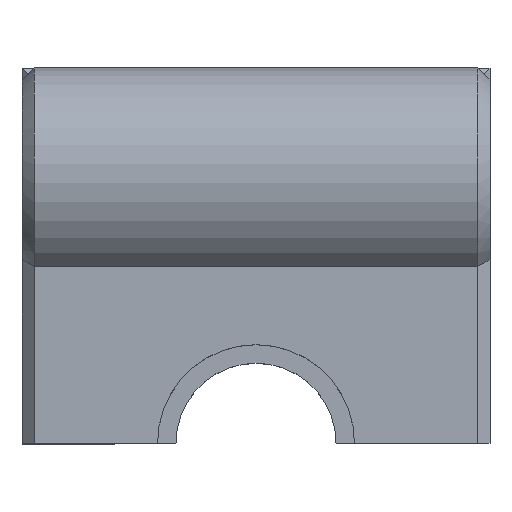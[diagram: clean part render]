
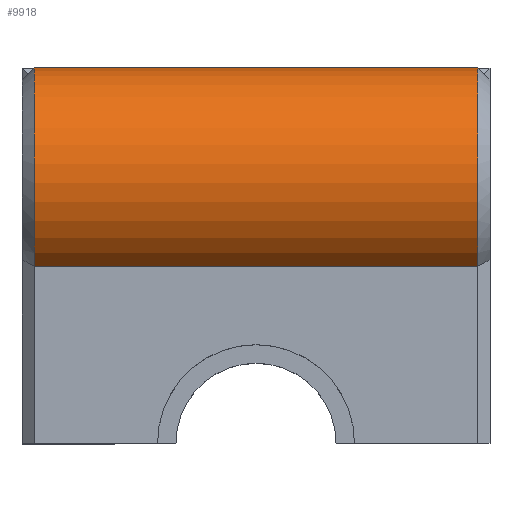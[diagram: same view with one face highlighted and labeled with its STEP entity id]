
A CAD part, top view. The second image highlights one B-rep face of the part: STEP entity #9918.
In plain terms, the highlighted cylindrical face has radius 9 mm (diameter 18 mm), a partial arc.
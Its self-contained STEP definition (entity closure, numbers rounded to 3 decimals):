
#1174 = CONICAL_SURFACE('',#1175,9.,0.785);
#1175 = AXIS2_PLACEMENT_3D('',#1176,#1177,#1178);
#1176 = CARTESIAN_POINT('',(-18.,0.,45.));
#1177 = DIRECTION('',(1.,0.,0.));
#1178 = DIRECTION('',(0.,0.998,
    0.056));
#1202 = PLANE('',#1203);
#1203 = AXIS2_PLACEMENT_3D('',#1204,#1205,#1206);
#1204 = CARTESIAN_POINT('',(-19.,0.,45.5));
#1205 = DIRECTION('',(0.,0.,1.));
#1206 = DIRECTION('',(1.,0.,0.));
#2585 = CONICAL_SURFACE('',#2586,9.,0.785);
#2586 = AXIS2_PLACEMENT_3D('',#2587,#2588,#2589);
#2587 = CARTESIAN_POINT('',(18.,0.,45.));
#2588 = DIRECTION('',(-1.,0.,0.));
#2589 = DIRECTION('',(0.,0.998,
    0.056));
#6247 = PLANE('',#6248);
#6248 = AXIS2_PLACEMENT_3D('',#6249,#6250,#6251);
#6249 = CARTESIAN_POINT('',(-19.,-21.5,50.5));
#6250 = DIRECTION('',(0.,0.,1.));
#6251 = DIRECTION('',(1.,0.,0.));
#6472 = VERTEX_POINT('',#6473);
#6473 = CARTESIAN_POINT('',(-18.,-7.124,50.5));
#6577 = VERTEX_POINT('',#6578);
#6578 = CARTESIAN_POINT('',(-18.,8.986,45.5));
#6605 = EDGE_CURVE('',#6577,#6472,#6606,.T.);
#6606 = SURFACE_CURVE('',#6607,(#6612,#6619),.PCURVE_S1.);
#6607 = CIRCLE('',#6608,9.);
#6608 = AXIS2_PLACEMENT_3D('',#6609,#6610,#6611);
#6609 = CARTESIAN_POINT('',(-18.,0.,45.));
#6610 = DIRECTION('',(1.,0.,0.));
#6611 = DIRECTION('',(0.,0.998,
    0.056));
#6612 = PCURVE('',#1174,#6613);
#6613 = DEFINITIONAL_REPRESENTATION('',(#6614),#6618);
#6614 = LINE('',#6615,#6616);
#6615 = CARTESIAN_POINT('',(0.,0.));
#6616 = VECTOR('',#6617,1.);
#6617 = DIRECTION('',(1.,0.));
#6618 = ( GEOMETRIC_REPRESENTATION_CONTEXT(2) 
PARAMETRIC_REPRESENTATION_CONTEXT() REPRESENTATION_CONTEXT('2D SPACE',''
  ) );
#6619 = PCURVE('',#6620,#6625);
#6620 = CYLINDRICAL_SURFACE('',#6621,9.);
#6621 = AXIS2_PLACEMENT_3D('',#6622,#6623,#6624);
#6622 = CARTESIAN_POINT('',(-19.,0.,45.));
#6623 = DIRECTION('',(1.,0.,0.));
#6624 = DIRECTION('',(0.,0.,-1.));
#6625 = DEFINITIONAL_REPRESENTATION('',(#6626),#6630);
#6626 = LINE('',#6627,#6628);
#6627 = CARTESIAN_POINT('',(1.626,1.));
#6628 = VECTOR('',#6629,1.);
#6629 = DIRECTION('',(1.,0.));
#6630 = ( GEOMETRIC_REPRESENTATION_CONTEXT(2) 
PARAMETRIC_REPRESENTATION_CONTEXT() REPRESENTATION_CONTEXT('2D SPACE',''
  ) );
#6734 = VERTEX_POINT('',#6735);
#6735 = CARTESIAN_POINT('',(18.,8.986,45.5));
#6760 = EDGE_CURVE('',#6577,#6734,#6761,.T.);
#6761 = SURFACE_CURVE('',#6762,(#6766,#6772),.PCURVE_S1.);
#6762 = LINE('',#6763,#6764);
#6763 = CARTESIAN_POINT('',(-19.,8.986,45.5));
#6764 = VECTOR('',#6765,1.);
#6765 = DIRECTION('',(1.,0.,0.));
#6766 = PCURVE('',#1202,#6767);
#6767 = DEFINITIONAL_REPRESENTATION('',(#6768),#6771);
#6768 = B_SPLINE_CURVE_WITH_KNOTS('',1,(#6769,#6770),.UNSPECIFIED.,.F.,
  .F.,(2,2),(0.,38.),.PIECEWISE_BEZIER_KNOTS.);
#6769 = CARTESIAN_POINT('',(0.,8.986));
#6770 = CARTESIAN_POINT('',(38.,8.986));
#6771 = ( GEOMETRIC_REPRESENTATION_CONTEXT(2) 
PARAMETRIC_REPRESENTATION_CONTEXT() REPRESENTATION_CONTEXT('2D SPACE',''
  ) );
#6772 = PCURVE('',#6620,#6773);
#6773 = DEFINITIONAL_REPRESENTATION('',(#6774),#6777);
#6774 = B_SPLINE_CURVE_WITH_KNOTS('',1,(#6775,#6776),.UNSPECIFIED.,.F.,
  .F.,(2,2),(0.,38.),.PIECEWISE_BEZIER_KNOTS.);
#6775 = CARTESIAN_POINT('',(1.626,0.));
#6776 = CARTESIAN_POINT('',(1.626,38.));
#6777 = ( GEOMETRIC_REPRESENTATION_CONTEXT(2) 
PARAMETRIC_REPRESENTATION_CONTEXT() REPRESENTATION_CONTEXT('2D SPACE',''
  ) );
#7615 = VERTEX_POINT('',#7616);
#7616 = CARTESIAN_POINT('',(18.,-7.124,50.5));
#7766 = EDGE_CURVE('',#6734,#7615,#7767,.T.);
#7767 = SURFACE_CURVE('',#7768,(#7773,#7780),.PCURVE_S1.);
#7768 = CIRCLE('',#7769,9.);
#7769 = AXIS2_PLACEMENT_3D('',#7770,#7771,#7772);
#7770 = CARTESIAN_POINT('',(18.,0.,45.));
#7771 = DIRECTION('',(1.,0.,0.));
#7772 = DIRECTION('',(0.,0.998,
    0.056));
#7773 = PCURVE('',#2585,#7774);
#7774 = DEFINITIONAL_REPRESENTATION('',(#7775),#7779);
#7775 = LINE('',#7776,#7777);
#7776 = CARTESIAN_POINT('',(-0.,0.));
#7777 = VECTOR('',#7778,1.);
#7778 = DIRECTION('',(-1.,0.));
#7779 = ( GEOMETRIC_REPRESENTATION_CONTEXT(2) 
PARAMETRIC_REPRESENTATION_CONTEXT() REPRESENTATION_CONTEXT('2D SPACE',''
  ) );
#7780 = PCURVE('',#6620,#7781);
#7781 = DEFINITIONAL_REPRESENTATION('',(#7782),#7786);
#7782 = LINE('',#7783,#7784);
#7783 = CARTESIAN_POINT('',(1.626,37.));
#7784 = VECTOR('',#7785,1.);
#7785 = DIRECTION('',(1.,0.));
#7786 = ( GEOMETRIC_REPRESENTATION_CONTEXT(2) 
PARAMETRIC_REPRESENTATION_CONTEXT() REPRESENTATION_CONTEXT('2D SPACE',''
  ) );
#9702 = EDGE_CURVE('',#6472,#7615,#9703,.T.);
#9703 = SURFACE_CURVE('',#9704,(#9708,#9714),.PCURVE_S1.);
#9704 = LINE('',#9705,#9706);
#9705 = CARTESIAN_POINT('',(-19.,-7.124,50.5));
#9706 = VECTOR('',#9707,1.);
#9707 = DIRECTION('',(1.,0.,0.));
#9708 = PCURVE('',#6247,#9709);
#9709 = DEFINITIONAL_REPRESENTATION('',(#9710),#9713);
#9710 = B_SPLINE_CURVE_WITH_KNOTS('',1,(#9711,#9712),.UNSPECIFIED.,.F.,
  .F.,(2,2),(0.,38.),.PIECEWISE_BEZIER_KNOTS.);
#9711 = CARTESIAN_POINT('',(0.,14.376));
#9712 = CARTESIAN_POINT('',(38.,14.376));
#9713 = ( GEOMETRIC_REPRESENTATION_CONTEXT(2) 
PARAMETRIC_REPRESENTATION_CONTEXT() REPRESENTATION_CONTEXT('2D SPACE',''
  ) );
#9714 = PCURVE('',#6620,#9715);
#9715 = DEFINITIONAL_REPRESENTATION('',(#9716),#9719);
#9716 = B_SPLINE_CURVE_WITH_KNOTS('',1,(#9717,#9718),.UNSPECIFIED.,.F.,
  .F.,(2,2),(0.,38.),.PIECEWISE_BEZIER_KNOTS.);
#9717 = CARTESIAN_POINT('',(4.055,0.));
#9718 = CARTESIAN_POINT('',(4.055,38.));
#9719 = ( GEOMETRIC_REPRESENTATION_CONTEXT(2) 
PARAMETRIC_REPRESENTATION_CONTEXT() REPRESENTATION_CONTEXT('2D SPACE',''
  ) );
#9918 = ADVANCED_FACE('',(#9919),#6620,.T.);
#9919 = FACE_BOUND('',#9920,.T.);
#9920 = EDGE_LOOP('',(#9921,#9922,#9923,#9924));
#9921 = ORIENTED_EDGE('',*,*,#9702,.T.);
#9922 = ORIENTED_EDGE('',*,*,#7766,.F.);
#9923 = ORIENTED_EDGE('',*,*,#6760,.F.);
#9924 = ORIENTED_EDGE('',*,*,#6605,.T.);
